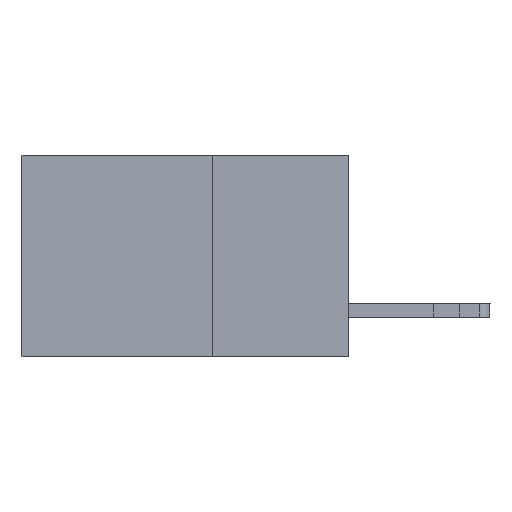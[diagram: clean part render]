
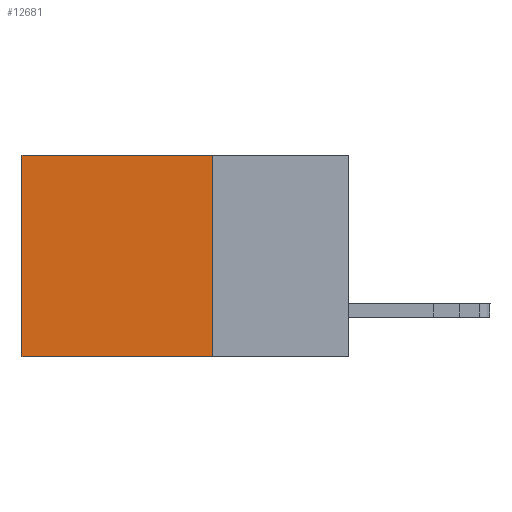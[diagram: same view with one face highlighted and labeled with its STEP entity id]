
A CAD part, left-side view. The second image highlights one B-rep face of the part: STEP entity #12681.
In plain terms, the highlighted planar face has unit normal (-1, 0, 0).
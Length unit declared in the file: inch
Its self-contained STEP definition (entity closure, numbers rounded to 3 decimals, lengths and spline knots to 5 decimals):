
#468 = VECTOR ( 'NONE', #8841, 39.37008 ) ;
#660 = EDGE_LOOP ( 'NONE', ( #5222, #4242, #8422, #14366 ) ) ;
#1162 = DIRECTION ( 'NONE',  ( 0., 0., -1. ) ) ;
#1739 = VERTEX_POINT ( 'NONE', #8858 ) ;
#1869 = VERTEX_POINT ( 'NONE', #4848 ) ;
#2166 = EDGE_CURVE ( 'NONE', #1869, #4103, #5949, .T. ) ;
#2190 = VERTEX_POINT ( 'NONE', #12011 ) ;
#2542 = AXIS2_PLACEMENT_3D ( 'NONE', #9888, #5423, #13230 ) ;
#2825 = EDGE_CURVE ( 'NONE', #2190, #1869, #11688, .T. ) ;
#3374 = CARTESIAN_POINT ( 'NONE',  ( 0.2615, 0.25, -0.37 ) ) ;
#3435 = LINE ( 'NONE', #7734, #468 ) ;
#3651 = LINE ( 'NONE', #3374, #9318 ) ;
#4103 = VERTEX_POINT ( 'NONE', #10469 ) ;
#4242 = ORIENTED_EDGE ( 'NONE', *, *, #11068, .F. ) ;
#4848 = CARTESIAN_POINT ( 'NONE',  ( 0.2615, 0.6, 0. ) ) ;
#5222 = ORIENTED_EDGE ( 'NONE', *, *, #2166, .T. ) ;
#5423 = DIRECTION ( 'NONE',  ( 1., 0., 0. ) ) ;
#5746 = VECTOR ( 'NONE', #12238, 39.37008 ) ;
#5949 = LINE ( 'NONE', #6348, #8947 ) ;
#6348 = CARTESIAN_POINT ( 'NONE',  ( 0.2615, 0.6, -0.37 ) ) ;
#7734 = CARTESIAN_POINT ( 'NONE',  ( 0.2615, 0.25, -0.37 ) ) ;
#8422 = ORIENTED_EDGE ( 'NONE', *, *, #9853, .F. ) ;
#8841 = DIRECTION ( 'NONE',  ( 0., 1., 0. ) ) ;
#8842 = DIRECTION ( 'NONE',  ( 0., 0., -1. ) ) ;
#8858 = CARTESIAN_POINT ( 'NONE',  ( 0.2615, 0.25, -0.37 ) ) ;
#8947 = VECTOR ( 'NONE', #8842, 39.37008 ) ;
#9318 = VECTOR ( 'NONE', #1162, 39.37008 ) ;
#9853 = EDGE_CURVE ( 'NONE', #2190, #1739, #3651, .T. ) ;
#9888 = CARTESIAN_POINT ( 'NONE',  ( 0.2615, 0.25, -0.37 ) ) ;
#10469 = CARTESIAN_POINT ( 'NONE',  ( 0.2615, 0.6, -0.37 ) ) ;
#10629 = FACE_OUTER_BOUND ( 'NONE', #660, .T. ) ;
#11068 = EDGE_CURVE ( 'NONE', #1739, #4103, #3435, .T. ) ;
#11688 = LINE ( 'NONE', #14119, #5746 ) ;
#12011 = CARTESIAN_POINT ( 'NONE',  ( 0.2615, 0.25, 0. ) ) ;
#12117 = PLANE ( 'NONE',  #2542 ) ;
#12238 = DIRECTION ( 'NONE',  ( 0., 1., 0. ) ) ;
#12681 = ADVANCED_FACE ( 'NONE', ( #10629 ), #12117, .F. ) ;
#13230 = DIRECTION ( 'NONE',  ( 0., 0., -1. ) ) ;
#14119 = CARTESIAN_POINT ( 'NONE',  ( 0.2615, 0.25, 0. ) ) ;
#14366 = ORIENTED_EDGE ( 'NONE', *, *, #2825, .T. ) ;
